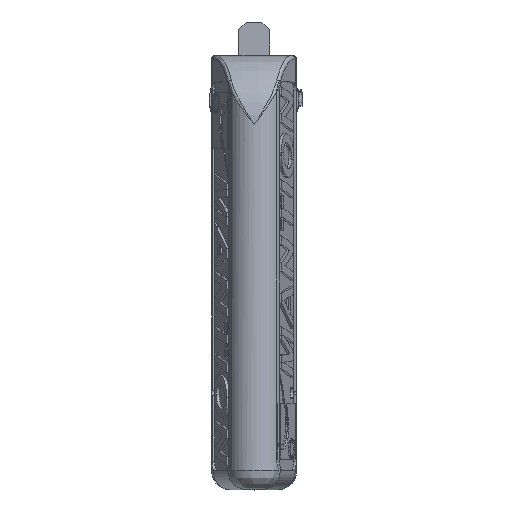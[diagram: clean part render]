
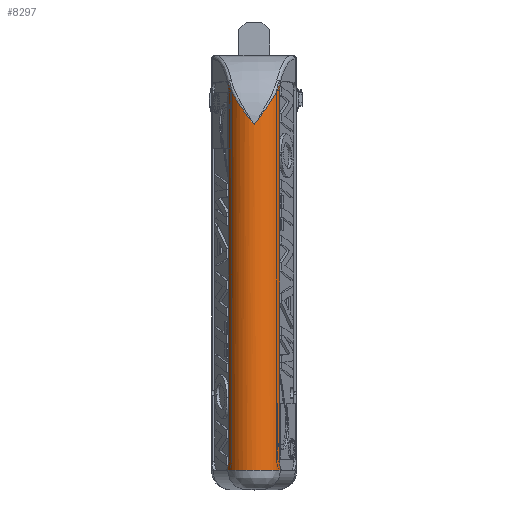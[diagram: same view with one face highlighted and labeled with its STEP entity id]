
A CAD part, top view. The second image highlights one B-rep face of the part: STEP entity #8297.
In plain terms, the highlighted cylindrical face has radius 7 mm (diameter 14 mm), a partial arc.
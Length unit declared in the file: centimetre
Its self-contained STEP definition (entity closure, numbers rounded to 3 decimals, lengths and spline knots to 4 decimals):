
#933=FACE_OUTER_BOUND('',#1425,.T.);
#1425=EDGE_LOOP('',(#7708,#7709,#7710,#7711,#7712,#7713,#7714,#7715,#7716,
#7717,#7718,#7719,#7720));
#1618=CIRCLE('',#8967,0.7);
#1889=B_SPLINE_CURVE_WITH_KNOTS('',3,(#18712,#18713,#18714,#18715,#18716,
#18717),.UNSPECIFIED.,.F.,.F.,(4,2,4),(0.7136,0.8004,
0.8589),.UNSPECIFIED.);
#1890=B_SPLINE_CURVE_WITH_KNOTS('',3,(#18744,#18745,#18746,#18747,#18748,
#18749),.UNSPECIFIED.,.F.,.F.,(4,2,4),(0.5683,0.6269,
0.7136),.UNSPECIFIED.);
#1896=B_SPLINE_CURVE_WITH_KNOTS('',3,(#19217,#19218,#19219,#19220,#19221,
#19222),.UNSPECIFIED.,.F.,.F.,(4,2,4),(0.,0.0869,0.1606),
 .UNSPECIFIED.);
#1897=B_SPLINE_CURVE_WITH_KNOTS('',3,(#19240,#19241,#19242,#19243,#19244,
#19245),.UNSPECIFIED.,.F.,.F.,(4,2,4),(-0.1606,-0.0869,
0.),.UNSPECIFIED.);
#1903=B_SPLINE_CURVE_WITH_KNOTS('',3,(#19528,#19529,#19530,#19531,#19532,
#19533,#19534,#19535),.UNSPECIFIED.,.F.,.F.,(4,1,1,2,4),(0.,0.5368,
0.8051,1.3419,1.3438),.UNSPECIFIED.);
#1910=B_SPLINE_CURVE_WITH_KNOTS('',3,(#19712,#19713,#19714,#19715,#19716,
#19717,#19718,#19719),.UNSPECIFIED.,.F.,.F.,(4,2,1,1,4),(-0.0019,
0.,0.5368,0.8051,1.3419),.UNSPECIFIED.);
#2459=LINE('',#18763,#3180);
#2460=LINE('',#18766,#3181);
#2462=LINE('',#18775,#3183);
#2614=LINE('',#19212,#3335);
#2627=LINE('',#19259,#3348);
#2630=LINE('',#19724,#3351);
#3180=VECTOR('',#10270,1.);
#3181=VECTOR('',#10273,1.);
#3183=VECTOR('',#10277,1.);
#3335=VECTOR('',#10635,1.);
#3348=VECTOR('',#10680,1.);
#3351=VECTOR('',#10747,1.);
#4013=VERTEX_POINT('',#18710);
#4014=VERTEX_POINT('',#18711);
#4017=VERTEX_POINT('',#18742);
#4018=VERTEX_POINT('',#18743);
#4021=VERTEX_POINT('',#18765);
#4022=VERTEX_POINT('',#18769);
#4118=VERTEX_POINT('',#19210);
#4119=VERTEX_POINT('',#19211);
#4120=VERTEX_POINT('',#19216);
#4122=VERTEX_POINT('',#19239);
#4125=VERTEX_POINT('',#19258);
#4140=VERTEX_POINT('',#19527);
#4146=VERTEX_POINT('',#19723);
#5085=EDGE_CURVE('',#4013,#4014,#1889,.T.);
#5098=EDGE_CURVE('',#4017,#4018,#1890,.T.);
#5106=EDGE_CURVE('',#4018,#4013,#2459,.T.);
#5107=EDGE_CURVE('',#4017,#4021,#2460,.T.);
#5110=EDGE_CURVE('',#4022,#4014,#2462,.T.);
#5287=EDGE_CURVE('',#4118,#4119,#2614,.T.);
#5290=EDGE_CURVE('',#4119,#4120,#1896,.T.);
#5298=EDGE_CURVE('',#4122,#4118,#1897,.T.);
#5305=EDGE_CURVE('',#4122,#4125,#2627,.T.);
#5329=EDGE_CURVE('',#4125,#4140,#1903,.T.);
#5342=EDGE_CURVE('',#4140,#4022,#1910,.T.);
#5344=EDGE_CURVE('',#4146,#4120,#2630,.T.);
#5345=EDGE_CURVE('',#4021,#4146,#1618,.T.);
#7708=ORIENTED_EDGE('',*,*,#5085,.T.);
#7709=ORIENTED_EDGE('',*,*,#5110,.F.);
#7710=ORIENTED_EDGE('',*,*,#5342,.F.);
#7711=ORIENTED_EDGE('',*,*,#5329,.F.);
#7712=ORIENTED_EDGE('',*,*,#5305,.F.);
#7713=ORIENTED_EDGE('',*,*,#5298,.T.);
#7714=ORIENTED_EDGE('',*,*,#5287,.T.);
#7715=ORIENTED_EDGE('',*,*,#5290,.T.);
#7716=ORIENTED_EDGE('',*,*,#5344,.F.);
#7717=ORIENTED_EDGE('',*,*,#5345,.F.);
#7718=ORIENTED_EDGE('',*,*,#5107,.F.);
#7719=ORIENTED_EDGE('',*,*,#5098,.T.);
#7720=ORIENTED_EDGE('',*,*,#5106,.T.);
#7863=CYLINDRICAL_SURFACE('',#8966,0.7);
#8297=ADVANCED_FACE('',(#933),#7863,.T.);
#8966=AXIS2_PLACEMENT_3D('',#19722,#10745,#10746);
#8967=AXIS2_PLACEMENT_3D('',#19725,#10748,#10749);
#10270=DIRECTION('',(0.,0.,1.));
#10273=DIRECTION('',(0.,0.,-1.));
#10277=DIRECTION('',(0.,0.,-1.));
#10635=DIRECTION('',(0.,0.,-1.));
#10680=DIRECTION('',(0.,0.,1.));
#10745=DIRECTION('center_axis',(0.,0.,-1.));
#10746=DIRECTION('ref_axis',(0.964,0.267,0.));
#10747=DIRECTION('',(0.,0.,1.));
#10748=DIRECTION('center_axis',(0.,0.,-1.));
#10749=DIRECTION('ref_axis',(0.,1.,0.));
#18710=CARTESIAN_POINT('',(-0.6601,1.3329,0.2798));
#18711=CARTESIAN_POINT('',(-0.6747,1.2867,0.421));
#18712=CARTESIAN_POINT('Ctrl Pts',(-0.6601,1.3329,
0.2798));
#18713=CARTESIAN_POINT('Ctrl Pts',(-0.6601,1.3329,
0.3087));
#18714=CARTESIAN_POINT('Ctrl Pts',(-0.6621,1.3275,
0.3396));
#18715=CARTESIAN_POINT('Ctrl Pts',(-0.6682,1.3087,
0.3871));
#18716=CARTESIAN_POINT('Ctrl Pts',(-0.6714,1.2986,
0.4051));
#18717=CARTESIAN_POINT('Ctrl Pts',(-0.6747,1.2867,
0.421));
#18742=CARTESIAN_POINT('',(-0.6747,1.2867,-9.4015));
#18743=CARTESIAN_POINT('',(-0.6601,1.3329,-9.2602));
#18744=CARTESIAN_POINT('Ctrl Pts',(-0.6747,1.2867,
-9.4015));
#18745=CARTESIAN_POINT('Ctrl Pts',(-0.6713,1.2986,
-9.3855));
#18746=CARTESIAN_POINT('Ctrl Pts',(-0.6682,1.3088,
-9.3674));
#18747=CARTESIAN_POINT('Ctrl Pts',(-0.6621,1.3275,
-9.3199));
#18748=CARTESIAN_POINT('Ctrl Pts',(-0.6601,1.3329,
-9.2891));
#18749=CARTESIAN_POINT('Ctrl Pts',(-0.6601,1.3329,
-9.2602));
#18763=CARTESIAN_POINT('',(-0.6601,1.3329,0.));
#18765=CARTESIAN_POINT('',(-0.6747,1.2867,-9.5));
#18766=CARTESIAN_POINT('',(-0.6747,1.2867,0.));
#18769=CARTESIAN_POINT('',(-0.6747,1.2867,0.4965));
#18775=CARTESIAN_POINT('',(-0.6747,1.2867,0.));
#19210=CARTESIAN_POINT('',(0.6567,1.3424,0.2796));
#19211=CARTESIAN_POINT('',(0.6567,1.3424,-9.2604));
#19212=CARTESIAN_POINT('',(0.6567,1.3424,0.));
#19216=CARTESIAN_POINT('',(0.6747,1.2867,-9.4137));
#19217=CARTESIAN_POINT('Ctrl Pts',(0.6567,1.3424,-9.2604));
#19218=CARTESIAN_POINT('Ctrl Pts',(0.6567,1.3424,-9.2893));
#19219=CARTESIAN_POINT('Ctrl Pts',(0.6588,1.337,-9.3202));
#19220=CARTESIAN_POINT('Ctrl Pts',(0.6658,1.3163,-9.3727));
#19221=CARTESIAN_POINT('Ctrl Pts',(0.6702,1.3027,-9.395));
#19222=CARTESIAN_POINT('Ctrl Pts',(0.6747,1.2867,-9.4137));
#19239=CARTESIAN_POINT('',(0.6747,1.2867,0.4329));
#19240=CARTESIAN_POINT('Ctrl Pts',(0.6747,1.2867,0.4329));
#19241=CARTESIAN_POINT('Ctrl Pts',(0.6702,1.3027,0.4143));
#19242=CARTESIAN_POINT('Ctrl Pts',(0.6658,1.3163,0.392));
#19243=CARTESIAN_POINT('Ctrl Pts',(0.6588,1.337,0.3395));
#19244=CARTESIAN_POINT('Ctrl Pts',(0.6567,1.3424,0.3086));
#19245=CARTESIAN_POINT('Ctrl Pts',(0.6567,1.3424,0.2796));
#19258=CARTESIAN_POINT('',(0.6747,1.2867,0.4965));
#19259=CARTESIAN_POINT('',(0.6747,1.2867,0.));
#19527=CARTESIAN_POINT('',(0.,1.8,-0.6));
#19528=CARTESIAN_POINT('Ctrl Pts',(0.6747,1.2867,0.4965));
#19529=CARTESIAN_POINT('Ctrl Pts',(0.637,1.4227,0.3648));
#19530=CARTESIAN_POINT('Ctrl Pts',(0.5262,1.5885,0.1506));
#19531=CARTESIAN_POINT('Ctrl Pts',(0.2823,1.759,-0.22));
#19532=CARTESIAN_POINT('Ctrl Pts',(0.1133,1.7998,-0.4473));
#19533=CARTESIAN_POINT('Ctrl Pts',(0.0008,1.8,
-0.5989));
#19534=CARTESIAN_POINT('Ctrl Pts',(0.0004,1.8,-0.5995));
#19535=CARTESIAN_POINT('Ctrl Pts',(0.,1.8,-0.6));
#19712=CARTESIAN_POINT('Ctrl Pts',(0.,1.8,-0.6));
#19713=CARTESIAN_POINT('Ctrl Pts',(-0.0004,1.8,-0.5995));
#19714=CARTESIAN_POINT('Ctrl Pts',(-0.0008,1.8,
-0.5989));
#19715=CARTESIAN_POINT('Ctrl Pts',(-0.1133,1.7998,
-0.4473));
#19716=CARTESIAN_POINT('Ctrl Pts',(-0.2822,1.7591,
-0.2201));
#19717=CARTESIAN_POINT('Ctrl Pts',(-0.5263,1.5884,
0.1506));
#19718=CARTESIAN_POINT('Ctrl Pts',(-0.637,1.4227,0.3648));
#19719=CARTESIAN_POINT('Ctrl Pts',(-0.6747,1.2867,
0.4965));
#19722=CARTESIAN_POINT('Origin',(0.,1.1,0.));
#19723=CARTESIAN_POINT('',(0.6747,1.2867,-9.5));
#19724=CARTESIAN_POINT('',(0.6747,1.2867,0.));
#19725=CARTESIAN_POINT('Origin',(0.,1.1,-9.5));
